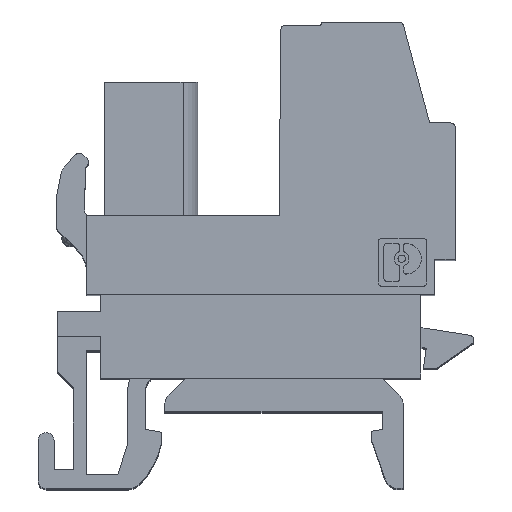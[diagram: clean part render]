
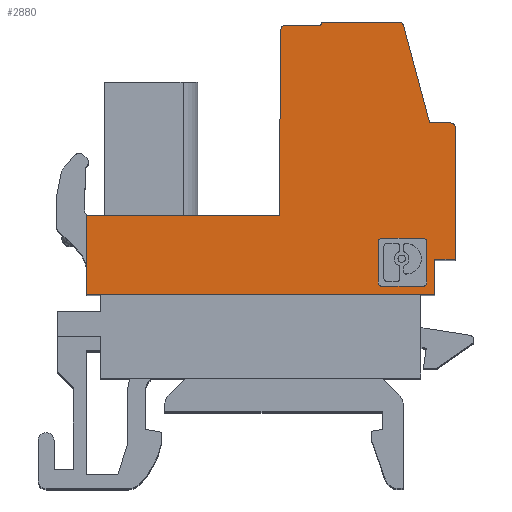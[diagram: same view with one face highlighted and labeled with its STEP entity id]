
A CAD part, top view. The second image highlights one B-rep face of the part: STEP entity #2880.
In plain terms, the highlighted planar face has unit normal (0, 0, 1).
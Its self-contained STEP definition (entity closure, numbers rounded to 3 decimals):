
#680=CARTESIAN_POINT('',(34.124,48.13,13.45));
#690=VERTEX_POINT('',#680);
#720=CARTESIAN_POINT('',(33.824,48.13,13.45));
#730=DIRECTION('',(0.,0.,1.));
#740=DIRECTION('',(1.,0.,0.));
#750=AXIS2_PLACEMENT_3D('',#720,#730,#740);
#760=CIRCLE('',#750,0.3);
#770=CARTESIAN_POINT('',(33.824,48.43,13.45));
#780=VERTEX_POINT('',#770);
#790=EDGE_CURVE('',#690,#780,#760,.T.);
#970=CARTESIAN_POINT('',(29.49,46.19,13.45));
#980=DIRECTION('',(0.,-0.,1.));
#990=DIRECTION('',(1.,0.,0.));
#1000=AXIS2_PLACEMENT_3D('',#970,#980,#990);
#1010=PLANE('',#1000);
#1020=CARTESIAN_POINT('',(11.124,48.327,
13.45));
#1030=DIRECTION('',(0.,-1.,0.));
#1040=VECTOR('',#1030,1.);
#1050=LINE('',#1020,#1040);
#1060=CARTESIAN_POINT('',(11.124,42.63,13.45));
#1070=VERTEX_POINT('',#1060);
#1080=CARTESIAN_POINT('',(11.124,37.73,13.45));
#1090=VERTEX_POINT('',#1080);
#1100=EDGE_CURVE('',#1070,#1090,#1050,.T.);
#1110=ORIENTED_EDGE('',*,*,#1100,.T.);
#1120=CARTESIAN_POINT('',(18.096,42.63,13.45));
#1130=DIRECTION('',(1.,0.,0.));
#1140=VECTOR('',#1130,1.);
#1150=LINE('',#1120,#1140);
#1160=CARTESIAN_POINT('',(23.124,42.63,13.45));
#1170=VERTEX_POINT('',#1160);
#1180=EDGE_CURVE('',#1070,#1170,#1150,.T.);
#1190=ORIENTED_EDGE('',*,*,#1180,.F.);
#1200=CARTESIAN_POINT('',(23.174,48.327,
13.45));
#1210=DIRECTION('',(-0.009,-1.,
0.));
#1220=VECTOR('',#1210,1.);
#1230=LINE('',#1200,#1220);
#1240=CARTESIAN_POINT('',(23.225,54.232,
13.45));
#1250=VERTEX_POINT('',#1240);
#1260=EDGE_CURVE('',#1250,#1170,#1230,.T.);
#1270=ORIENTED_EDGE('',*,*,#1260,.T.);
#1280=CARTESIAN_POINT('',(23.525,54.23,13.45));
#1290=DIRECTION('',(0.,0.,-1.));
#1300=DIRECTION('',(-1.,0.,0.));
#1310=AXIS2_PLACEMENT_3D('',#1280,#1290,#1300);
#1320=CIRCLE('',#1310,0.3);
#1330=CARTESIAN_POINT('',(23.525,54.53,13.45));
#1340=VERTEX_POINT('',#1330);
#1350=EDGE_CURVE('',#1250,#1340,#1320,.T.);
#1360=ORIENTED_EDGE('',*,*,#1350,.F.);
#1370=CARTESIAN_POINT('',(18.096,54.53,13.45));
#1380=DIRECTION('',(-1.,0.,0.));
#1390=VECTOR('',#1380,1.);
#1400=LINE('',#1370,#1390);
#1410=CARTESIAN_POINT('',(25.724,54.53,13.45));
#1420=VERTEX_POINT('',#1410);
#1430=EDGE_CURVE('',#1420,#1340,#1400,.T.);
#1440=ORIENTED_EDGE('',*,*,#1430,.T.);
#1450=CARTESIAN_POINT('',(25.924,54.53,13.45));
#1460=DIRECTION('',(0.,0.,1.));
#1470=DIRECTION('',(1.,0.,0.));
#1480=AXIS2_PLACEMENT_3D('',#1450,#1460,#1470);
#1490=CIRCLE('',#1480,0.2);
#1500=CARTESIAN_POINT('',(25.924,54.73,13.45));
#1510=VERTEX_POINT('',#1500);
#1520=EDGE_CURVE('',#1510,#1420,#1490,.T.);
#1530=ORIENTED_EDGE('',*,*,#1520,.T.);
#1540=CARTESIAN_POINT('',(18.096,54.73,13.45));
#1550=DIRECTION('',(-1.,0.,0.));
#1560=VECTOR('',#1550,1.);
#1570=LINE('',#1540,#1560);
#1580=CARTESIAN_POINT('',(30.594,54.73,13.45));
#1590=VERTEX_POINT('',#1580);
#1600=EDGE_CURVE('',#1590,#1510,#1570,.T.);
#1610=ORIENTED_EDGE('',*,*,#1600,.T.);
#1620=CARTESIAN_POINT('',(30.594,54.43,13.45));
#1630=DIRECTION('',(0.,0.,-1.));
#1640=DIRECTION('',(-1.,0.,0.));
#1650=AXIS2_PLACEMENT_3D('',#1620,#1630,#1640);
#1660=CIRCLE('',#1650,0.3);
#1670=CARTESIAN_POINT('',(30.884,54.508,
13.45));
#1680=VERTEX_POINT('',#1670);
#1690=EDGE_CURVE('',#1590,#1680,#1660,.T.);
#1700=ORIENTED_EDGE('',*,*,#1690,.F.);
#1710=CARTESIAN_POINT('',(32.54,48.327,
13.45));
#1720=DIRECTION('',(-0.259,0.966,
0.));
#1730=VECTOR('',#1720,1.);
#1740=LINE('',#1710,#1730);
#1750=CARTESIAN_POINT('',(32.512,48.43,13.45));
#1760=VERTEX_POINT('',#1750);
#1770=EDGE_CURVE('',#1760,#1680,#1740,.T.);
#1780=ORIENTED_EDGE('',*,*,#1770,.T.);
#1790=CARTESIAN_POINT('',(18.096,48.43,13.45));
#1800=DIRECTION('',(-1.,0.,0.));
#1810=VECTOR('',#1800,1.);
#1820=LINE('',#1790,#1810);
#1830=EDGE_CURVE('',#780,#1760,#1820,.T.);
#1840=ORIENTED_EDGE('',*,*,#1830,.T.);
#1850=ORIENTED_EDGE('',*,*,#790,.T.);
#1860=CARTESIAN_POINT('',(34.124,48.327,
13.45));
#1870=DIRECTION('',(0.,1.,0.));
#1880=VECTOR('',#1870,1.);
#1890=LINE('',#1860,#1880);
#1900=CARTESIAN_POINT('',(34.124,39.93,13.45));
#1910=VERTEX_POINT('',#1900);
#1920=EDGE_CURVE('',#1910,#690,#1890,.T.);
#1930=ORIENTED_EDGE('',*,*,#1920,.T.);
#1940=CARTESIAN_POINT('',(18.096,39.93,13.45));
#1950=DIRECTION('',(1.,0.,0.));
#1960=VECTOR('',#1950,1.);
#1970=LINE('',#1940,#1960);
#1980=CARTESIAN_POINT('',(32.824,39.93,13.45));
#1990=VERTEX_POINT('',#1980);
#2000=EDGE_CURVE('',#1990,#1910,#1970,.T.);
#2010=ORIENTED_EDGE('',*,*,#2000,.T.);
#2020=CARTESIAN_POINT('',(32.824,48.327,
13.45));
#2030=DIRECTION('',(0.,1.,0.));
#2040=VECTOR('',#2030,1.);
#2050=LINE('',#2020,#2040);
#2060=CARTESIAN_POINT('',(32.824,37.73,13.45));
#2070=VERTEX_POINT('',#2060);
#2080=EDGE_CURVE('',#2070,#1990,#2050,.T.);
#2090=ORIENTED_EDGE('',*,*,#2080,.T.);
#2100=CARTESIAN_POINT('',(18.096,37.73,13.45));
#2110=DIRECTION('',(1.,0.,0.));
#2120=VECTOR('',#2110,1.);
#2130=LINE('',#2100,#2120);
#2140=EDGE_CURVE('',#1090,#2070,#2130,.T.);
#2150=ORIENTED_EDGE('',*,*,#2140,.T.);
#2160=EDGE_LOOP('',(#2150,#2090,#2010,#1930,#1850,#1840,#1780,#1700,
#1610,#1530,#1440,#1360,#1270,#1190,#1110));
#2170=FACE_OUTER_BOUND('',#2160,.T.);
#2180=CARTESIAN_POINT('',(29.535,38.441,
13.45));
#2190=DIRECTION('',(0.,0.,1.));
#2200=DIRECTION('',(1.,0.,0.));
#2210=AXIS2_PLACEMENT_3D('',#2180,#2190,#2200);
#2220=CIRCLE('',#2210,0.211);
#2230=CARTESIAN_POINT('',(29.324,38.441,
13.45));
#2240=VERTEX_POINT('',#2230);
#2250=CARTESIAN_POINT('',(29.535,38.23,13.45));
#2260=VERTEX_POINT('',#2250);
#2270=EDGE_CURVE('',#2240,#2260,#2220,.T.);
#2280=ORIENTED_EDGE('',*,*,#2270,.F.);
#2290=CARTESIAN_POINT('',(18.096,38.23,13.45));
#2300=DIRECTION('',(1.,0.,0.));
#2310=VECTOR('',#2300,1.);
#2320=LINE('',#2290,#2310);
#2330=CARTESIAN_POINT('',(32.113,38.23,13.45));
#2340=VERTEX_POINT('',#2330);
#2350=EDGE_CURVE('',#2260,#2340,#2320,.T.);
#2360=ORIENTED_EDGE('',*,*,#2350,.F.);
#2370=CARTESIAN_POINT('',(32.113,38.441,
13.45));
#2380=DIRECTION('',(0.,0.,1.));
#2390=DIRECTION('',(1.,0.,0.));
#2400=AXIS2_PLACEMENT_3D('',#2370,#2380,#2390);
#2410=CIRCLE('',#2400,0.211);
#2420=CARTESIAN_POINT('',(32.324,38.441,13.45));
#2430=VERTEX_POINT('',#2420);
#2440=EDGE_CURVE('',#2340,#2430,#2410,.T.);
#2450=ORIENTED_EDGE('',*,*,#2440,.F.);
#2460=CARTESIAN_POINT('',(32.324,48.327,
13.45));
#2470=DIRECTION('',(0.,1.,0.));
#2480=VECTOR('',#2470,1.);
#2490=LINE('',#2460,#2480);
#2500=CARTESIAN_POINT('',(32.324,41.019,
13.45));
#2510=VERTEX_POINT('',#2500);
#2520=EDGE_CURVE('',#2430,#2510,#2490,.T.);
#2530=ORIENTED_EDGE('',*,*,#2520,.F.);
#2540=CARTESIAN_POINT('',(32.113,41.019,
13.45));
#2550=DIRECTION('',(0.,0.,1.));
#2560=DIRECTION('',(1.,0.,0.));
#2570=AXIS2_PLACEMENT_3D('',#2540,#2550,#2560);
#2580=CIRCLE('',#2570,0.211);
#2590=CARTESIAN_POINT('',(32.113,41.23,
13.45));
#2600=VERTEX_POINT('',#2590);
#2610=EDGE_CURVE('',#2510,#2600,#2580,.T.);
#2620=ORIENTED_EDGE('',*,*,#2610,.F.);
#2630=CARTESIAN_POINT('',(18.096,41.23,13.45));
#2640=DIRECTION('',(-1.,0.,0.));
#2650=VECTOR('',#2640,1.);
#2660=LINE('',#2630,#2650);
#2670=CARTESIAN_POINT('',(29.535,41.23,13.45));
#2680=VERTEX_POINT('',#2670);
#2690=EDGE_CURVE('',#2600,#2680,#2660,.T.);
#2700=ORIENTED_EDGE('',*,*,#2690,.F.);
#2710=CARTESIAN_POINT('',(29.535,41.019,
13.45));
#2720=DIRECTION('',(0.,0.,1.));
#2730=DIRECTION('',(1.,0.,0.));
#2740=AXIS2_PLACEMENT_3D('',#2710,#2720,#2730);
#2750=CIRCLE('',#2740,0.211);
#2760=CARTESIAN_POINT('',(29.324,41.019,
13.45));
#2770=VERTEX_POINT('',#2760);
#2780=EDGE_CURVE('',#2680,#2770,#2750,.T.);
#2790=ORIENTED_EDGE('',*,*,#2780,.F.);
#2800=CARTESIAN_POINT('',(29.324,48.327,
13.45));
#2810=DIRECTION('',(0.,-1.,0.));
#2820=VECTOR('',#2810,1.);
#2830=LINE('',#2800,#2820);
#2840=EDGE_CURVE('',#2770,#2240,#2830,.T.);
#2850=ORIENTED_EDGE('',*,*,#2840,.F.);
#2860=EDGE_LOOP('',(#2850,#2790,#2700,#2620,#2530,#2450,#2360,#2280));
#2870=FACE_BOUND('',#2860,.T.);
#2880=ADVANCED_FACE('',(#2170,#2870),#1010,.T.);
